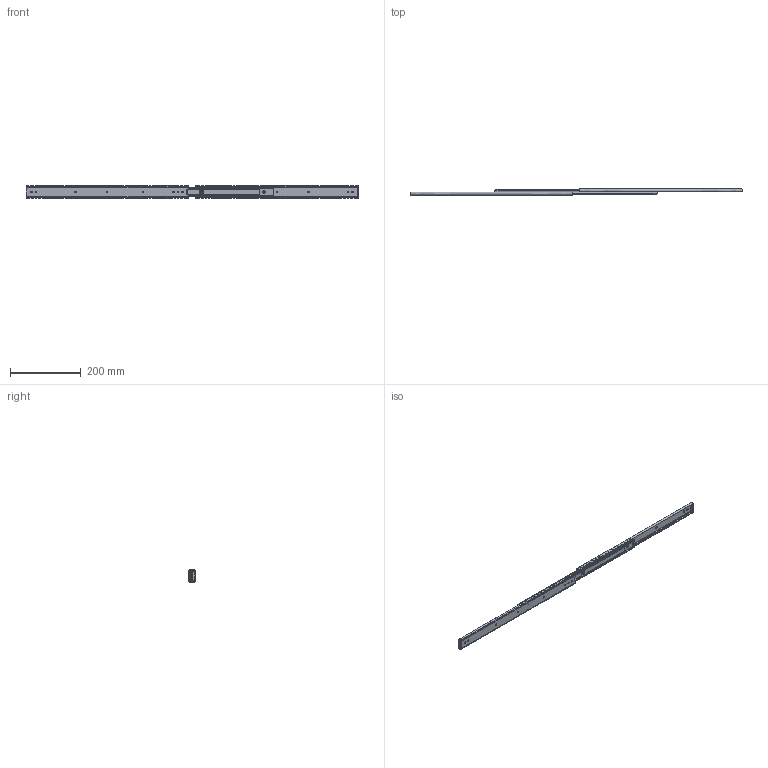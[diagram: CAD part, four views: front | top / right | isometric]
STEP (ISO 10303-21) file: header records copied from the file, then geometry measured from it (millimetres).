
FILE_DESCRIPTION((''),'2;1');
FILE_NAME('','2005-12-14T15:47:51',(''),(''),'','CADfix','');
FILE_SCHEMA(('AUTOMOTIVE_DESIGN'));
Length unit declared in the file: millimetre
Products named in the file (8): retainer_mr-1; ball; member_B_mr-1; member_A_mr-1; retainer; member_B; member_A; TM_167_18_25589_36
Assembly tree (74 placements, depth 2):
  TM_167_18_25589_36
    retainer_mr-1
    ball  x68
    member_B_mr-1
    member_A_mr-1
    retainer
    member_B
    member_A
Bounding box: 936 x 19.1 x 35.3 mm (x, y, z)
Volume: 138139.6 mm3; surface area: 200145.5 mm2
Topology: 74 solids, 74 shells, 988 faces, 2732 edges, 1956 vertices
Faces by surface type: bspline 988
Entity records: 31367 total; most frequent: CARTESIAN_POINT 15312, ORIENTED_EDGE 5196, EDGE_CURVE 2598, QUASI_UNIFORM_CURVE 1856, VERTEX_POINT 1822, EDGE_LOOP 1106, FACE_OUTER_BOUND 854, ADVANCED_FACE 854
